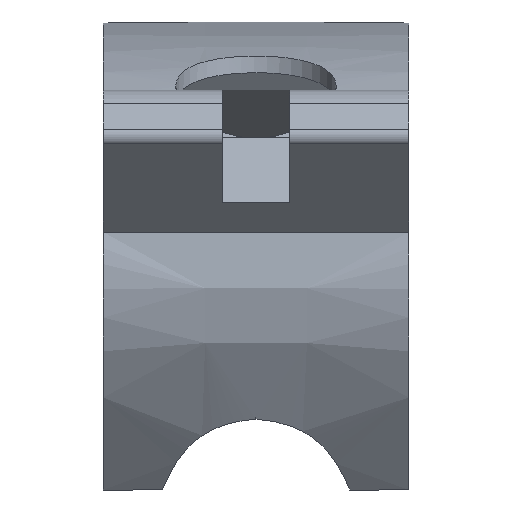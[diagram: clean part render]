
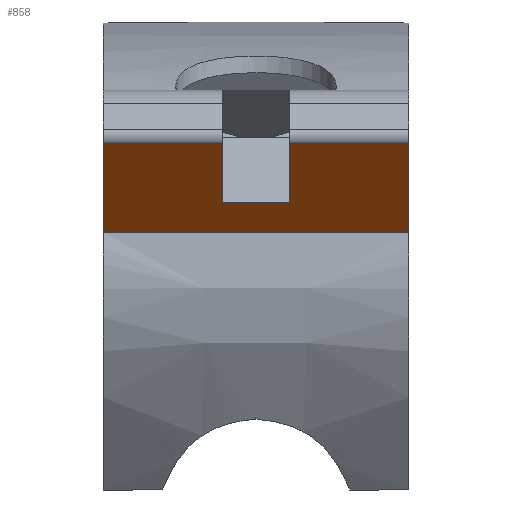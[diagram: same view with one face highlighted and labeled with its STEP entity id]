
A CAD part, front view. The second image highlights one B-rep face of the part: STEP entity #858.
In plain terms, the highlighted planar face has unit normal (0, -0.712, -0.702).
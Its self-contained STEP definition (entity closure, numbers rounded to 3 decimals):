
#29 = VERTEX_POINT ( 'NONE', #1868 ) ;
#54 = CARTESIAN_POINT ( 'NONE',  ( 19.05, -18.08, -17.842 ) ) ;
#88 = AXIS2_PLACEMENT_3D ( 'NONE', #193, #1859, #2485 ) ;
#189 = CARTESIAN_POINT ( 'NONE',  ( 46.481, -73.484, 38.301 ) ) ;
#193 = CARTESIAN_POINT ( 'NONE',  ( 46.481, -18.08, -17.842 ) ) ;
#250 = EDGE_CURVE ( 'NONE', #29, #548, #925, .T. ) ;
#298 = VECTOR ( 'NONE', #1613, 1000. ) ;
#393 = CARTESIAN_POINT ( 'NONE',  ( -19.05, -62.588, 27.26 ) ) ;
#415 = VECTOR ( 'NONE', #1016, 1000. ) ;
#419 = EDGE_LOOP ( 'NONE', ( #1726, #1618, #2643, #1081, #2615, #1299, #2356, #770 ) ) ;
#446 = VERTEX_POINT ( 'NONE', #1205 ) ;
#470 = VECTOR ( 'NONE', #1835, 1000. ) ;
#533 = VERTEX_POINT ( 'NONE', #2490 ) ;
#539 = CARTESIAN_POINT ( 'NONE',  ( 0., -62.588, 27.26 ) ) ;
#548 = VERTEX_POINT ( 'NONE', #568 ) ;
#568 = CARTESIAN_POINT ( 'NONE',  ( -19.05, -73.484, 38.301 ) ) ;
#624 = CARTESIAN_POINT ( 'NONE',  ( 46.481, -66.169, 30.889 ) ) ;
#646 = LINE ( 'NONE', #2287, #839 ) ;
#659 = VERTEX_POINT ( 'NONE', #1470 ) ;
#770 = ORIENTED_EDGE ( 'NONE', *, *, #2504, .F. ) ;
#808 = EDGE_CURVE ( 'NONE', #2311, #1063, #646, .T. ) ;
#831 = CARTESIAN_POINT ( 'NONE',  ( 4.191, -73.484, 38.301 ) ) ;
#839 = VECTOR ( 'NONE', #1494, 1000. ) ;
#844 = VERTEX_POINT ( 'NONE', #393 ) ;
#858 = ADVANCED_FACE ( 'NONE', ( #2512 ), #1228, .F. ) ;
#925 = LINE ( 'NONE', #2110, #1675 ) ;
#975 = CARTESIAN_POINT ( 'NONE',  ( -19.05, -18.08, -17.842 ) ) ;
#1016 = DIRECTION ( 'NONE',  ( -1., 0., 0. ) ) ;
#1063 = VERTEX_POINT ( 'NONE', #1367 ) ;
#1081 = ORIENTED_EDGE ( 'NONE', *, *, #1161, .T. ) ;
#1116 = DIRECTION ( 'NONE',  ( 0., 0.702, -0.712 ) ) ;
#1161 = EDGE_CURVE ( 'NONE', #1063, #533, #1244, .T. ) ;
#1205 = CARTESIAN_POINT ( 'NONE',  ( 19.05, -73.484, 38.301 ) ) ;
#1224 = LINE ( 'NONE', #189, #415 ) ;
#1228 = PLANE ( 'NONE',  #88 ) ;
#1244 = LINE ( 'NONE', #624, #1448 ) ;
#1282 = EDGE_CURVE ( 'NONE', #533, #29, #1646, .T. ) ;
#1298 = CARTESIAN_POINT ( 'NONE',  ( -4.191, -18.08, -17.842 ) ) ;
#1299 = ORIENTED_EDGE ( 'NONE', *, *, #250, .T. ) ;
#1321 = EDGE_CURVE ( 'NONE', #446, #659, #1927, .T. ) ;
#1367 = CARTESIAN_POINT ( 'NONE',  ( 4.191, -66.169, 30.889 ) ) ;
#1448 = VECTOR ( 'NONE', #2276, 1000. ) ;
#1470 = CARTESIAN_POINT ( 'NONE',  ( 19.05, -62.588, 27.26 ) ) ;
#1494 = DIRECTION ( 'NONE',  ( 0., 0.702, -0.712 ) ) ;
#1613 = DIRECTION ( 'NONE',  ( 0., -0.702, 0.712 ) ) ;
#1618 = ORIENTED_EDGE ( 'NONE', *, *, #2152, .T. ) ;
#1646 = LINE ( 'NONE', #1298, #2272 ) ;
#1675 = VECTOR ( 'NONE', #1992, 1000. ) ;
#1703 = VECTOR ( 'NONE', #1116, 1000. ) ;
#1726 = ORIENTED_EDGE ( 'NONE', *, *, #1321, .F. ) ;
#1780 = EDGE_CURVE ( 'NONE', #844, #548, #2438, .T. ) ;
#1820 = LINE ( 'NONE', #539, #470 ) ;
#1835 = DIRECTION ( 'NONE',  ( -1., 0., 0. ) ) ;
#1859 = DIRECTION ( 'NONE',  ( 0., 0.712, 0.702 ) ) ;
#1868 = CARTESIAN_POINT ( 'NONE',  ( -4.191, -73.484, 38.301 ) ) ;
#1927 = LINE ( 'NONE', #54, #1703 ) ;
#1992 = DIRECTION ( 'NONE',  ( -1., 0., 0. ) ) ;
#2110 = CARTESIAN_POINT ( 'NONE',  ( 46.481, -73.484, 38.301 ) ) ;
#2152 = EDGE_CURVE ( 'NONE', #446, #2311, #1224, .T. ) ;
#2272 = VECTOR ( 'NONE', #2337, 1000. ) ;
#2276 = DIRECTION ( 'NONE',  ( -1., 0., 0. ) ) ;
#2287 = CARTESIAN_POINT ( 'NONE',  ( 4.191, -18.08, -17.842 ) ) ;
#2311 = VERTEX_POINT ( 'NONE', #831 ) ;
#2337 = DIRECTION ( 'NONE',  ( 0., -0.702, 0.712 ) ) ;
#2356 = ORIENTED_EDGE ( 'NONE', *, *, #1780, .F. ) ;
#2438 = LINE ( 'NONE', #975, #298 ) ;
#2485 = DIRECTION ( 'NONE',  ( 0., -0.702, 0.712 ) ) ;
#2490 = CARTESIAN_POINT ( 'NONE',  ( -4.191, -66.169, 30.889 ) ) ;
#2504 = EDGE_CURVE ( 'NONE', #659, #844, #1820, .T. ) ;
#2512 = FACE_OUTER_BOUND ( 'NONE', #419, .T. ) ;
#2615 = ORIENTED_EDGE ( 'NONE', *, *, #1282, .T. ) ;
#2643 = ORIENTED_EDGE ( 'NONE', *, *, #808, .T. ) ;
